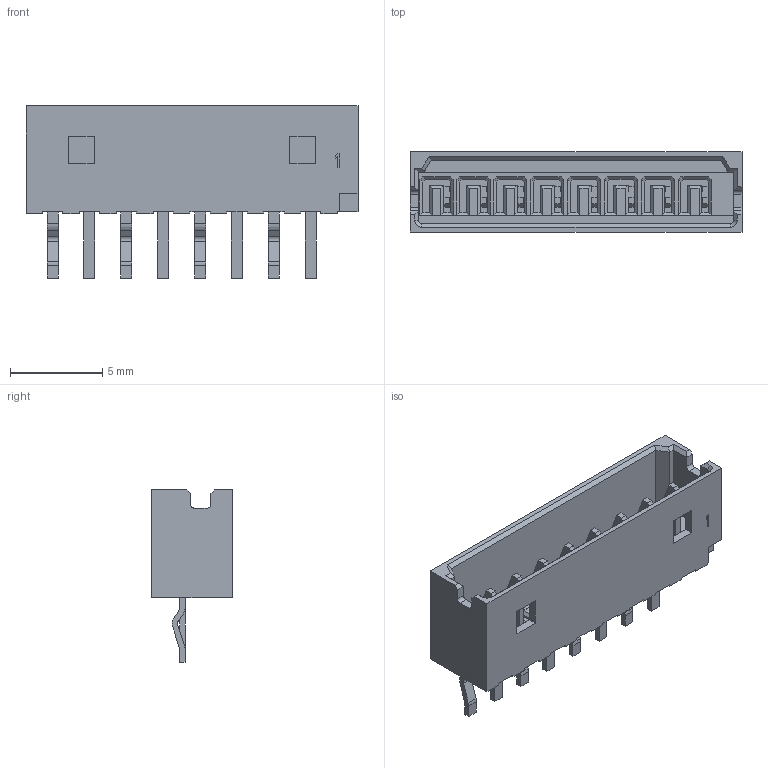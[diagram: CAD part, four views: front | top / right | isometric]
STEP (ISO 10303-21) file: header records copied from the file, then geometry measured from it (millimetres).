
FILE_DESCRIPTION((''),'2;1');
FILE_NAME('530140810','2014-02-27T',('me'),(''),'PRO/ENGINEER BY PARAMETRIC TECHNOLOGY CORPORATION, 2011490','PRO/ENGINEER BY PARAMETRIC TECHNOLOGY CORPORATION, 2011490','');
FILE_SCHEMA(('CONFIG_CONTROL_DESIGN'));
Length unit declared in the file: millimetre
Products named in the file (1): 530140810
Bounding box: 18 x 4.35 x 9.35 mm (x, y, z)
Volume: 209.6 mm3; surface area: 725.3 mm2
Topology: 1 solids, 1 shells, 446 faces, 1171 edges, 744 vertices
Faces by surface type: plane 414, cylinder 30, cone 2
Entity records: 13388 total; most frequent: CARTESIAN_POINT 2346, ORIENTED_EDGE 2310, DIRECTION 2143, EDGE_CURVE 1155, VECTOR 1093, LINE 1093, VERTEX_POINT 728, AXIS2_PLACEMENT_3D 525
